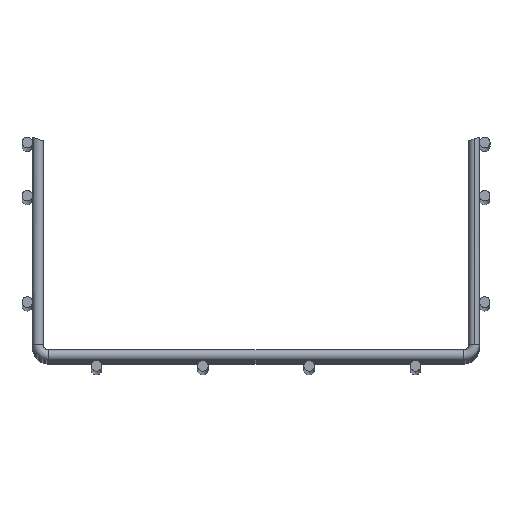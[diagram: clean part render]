
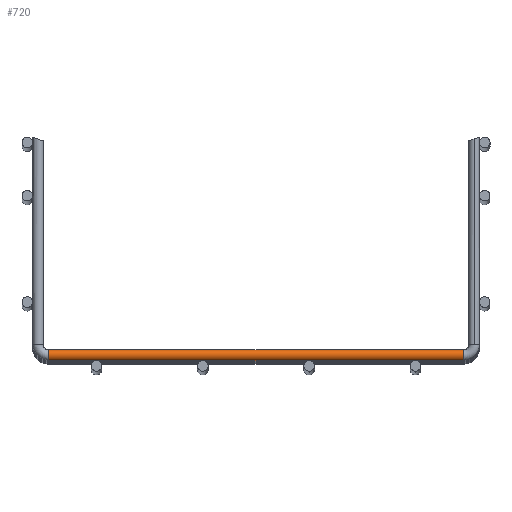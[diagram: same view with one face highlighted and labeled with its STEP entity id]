
A CAD part, top view. The second image highlights one B-rep face of the part: STEP entity #720.
In plain terms, the highlighted cylindrical face has radius 2.5 mm (diameter 5 mm), a partial arc.
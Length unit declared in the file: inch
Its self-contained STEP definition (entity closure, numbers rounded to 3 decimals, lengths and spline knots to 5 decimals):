
#26 = DIRECTION ( 'NONE',  ( 1., 0., 0. ) ) ;
#60 = EDGE_CURVE ( 'NONE', #1263, #719, #842, .T. ) ;
#74 = AXIS2_PLACEMENT_3D ( 'NONE', #975, #443, #349 ) ;
#105 = EDGE_CURVE ( 'NONE', #1125, #719, #1154, .T. ) ;
#106 = ORIENTED_EDGE ( 'NONE', *, *, #732, .F. ) ;
#133 = CYLINDRICAL_SURFACE ( 'NONE', #446, 0.09843 ) ;
#137 = VECTOR ( 'NONE', #930, 39.37008 ) ;
#142 = DIRECTION ( 'NONE',  ( 0., 1., 0. ) ) ;
#166 = DIRECTION ( 'NONE',  ( -1., 0., 0. ) ) ;
#217 = DIRECTION ( 'NONE',  ( 0., 0., 1. ) ) ;
#267 = CIRCLE ( 'NONE', #74, 0.09843 ) ;
#273 = EDGE_LOOP ( 'NONE', ( #106, #283, #393, #591 ) ) ;
#283 = ORIENTED_EDGE ( 'NONE', *, *, #575, .T. ) ;
#332 = LINE ( 'NONE', #648, #671 ) ;
#336 = CARTESIAN_POINT ( 'NONE',  ( 7.87402, 0.09843, 0. ) ) ;
#349 = DIRECTION ( 'NONE',  ( 0., 0., 1. ) ) ;
#393 = ORIENTED_EDGE ( 'NONE', *, *, #105, .T. ) ;
#443 = DIRECTION ( 'NONE',  ( -1., 0., 0. ) ) ;
#446 = AXIS2_PLACEMENT_3D ( 'NONE', #971, #26, #142 ) ;
#509 = CARTESIAN_POINT ( 'NONE',  ( 7.87402, 0., 0. ) ) ;
#575 = EDGE_CURVE ( 'NONE', #605, #1125, #332, .T. ) ;
#591 = ORIENTED_EDGE ( 'NONE', *, *, #60, .F. ) ;
#605 = VERTEX_POINT ( 'NONE', #1071 ) ;
#648 = CARTESIAN_POINT ( 'NONE',  ( 0.19685, -0.09843, 0. ) ) ;
#671 = VECTOR ( 'NONE', #749, 39.37008 ) ;
#719 = VERTEX_POINT ( 'NONE', #336 ) ;
#720 = ADVANCED_FACE ( 'NONE', ( #1090 ), #133, .T. ) ;
#732 = EDGE_CURVE ( 'NONE', #605, #1263, #267, .T. ) ;
#749 = DIRECTION ( 'NONE',  ( 1., 0., 0. ) ) ;
#842 = LINE ( 'NONE', #1056, #137 ) ;
#930 = DIRECTION ( 'NONE',  ( 1., 0., 0. ) ) ;
#971 = CARTESIAN_POINT ( 'NONE',  ( 0.19685, 0., 0. ) ) ;
#975 = CARTESIAN_POINT ( 'NONE',  ( 0.19685, 0., 0. ) ) ;
#996 = CARTESIAN_POINT ( 'NONE',  ( 7.87402, -0.09843, 0. ) ) ;
#1055 = CARTESIAN_POINT ( 'NONE',  ( 0.19685, 0.09843, 0. ) ) ;
#1056 = CARTESIAN_POINT ( 'NONE',  ( 0.19685, 0.09843, 0. ) ) ;
#1071 = CARTESIAN_POINT ( 'NONE',  ( 0.19685, -0.09843, 0. ) ) ;
#1090 = FACE_OUTER_BOUND ( 'NONE', #273, .T. ) ;
#1125 = VERTEX_POINT ( 'NONE', #996 ) ;
#1154 = CIRCLE ( 'NONE', #1304, 0.09843 ) ;
#1263 = VERTEX_POINT ( 'NONE', #1055 ) ;
#1304 = AXIS2_PLACEMENT_3D ( 'NONE', #509, #166, #217 ) ;
